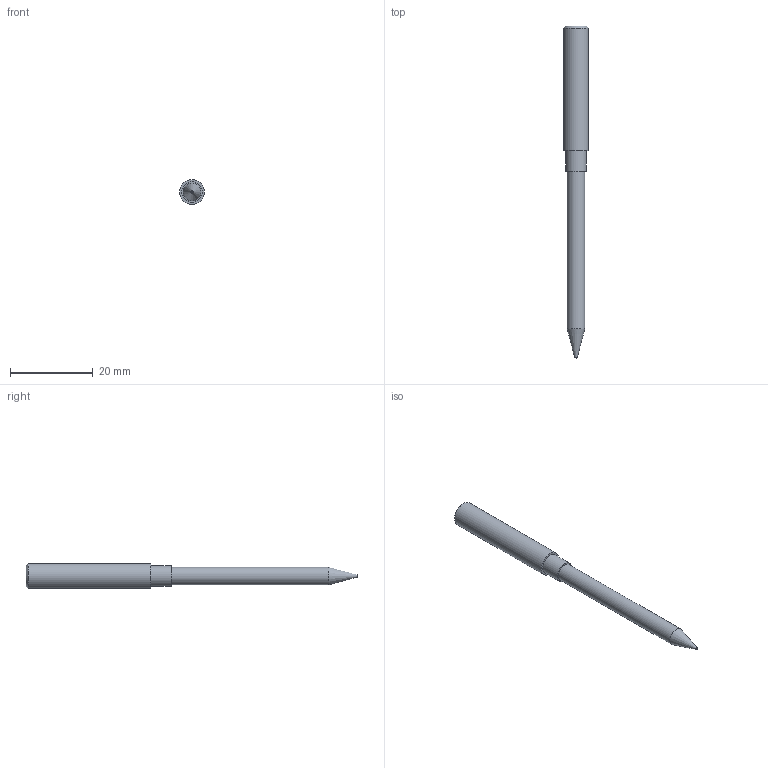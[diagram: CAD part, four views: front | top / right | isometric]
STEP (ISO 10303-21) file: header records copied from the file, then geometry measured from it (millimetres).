
FILE_DESCRIPTION (( 'STEP AP203' ), '1' );
FILE_NAME ('58340-ST-80.step', '2020-01-27T13:56:41', ( '' ), ( '' ), 'SwSTEP 2.0', 'SolidWorks 2015', '' );
FILE_SCHEMA (( 'CONFIG_CONTROL_DESIGN' ));
Length unit declared in the file: millimetre
Products named in the file (2): 58340-ST-80
Bounding box: 6 x 80 x 6 mm (x, y, z)
Volume: 1512.4 mm3; surface area: 1274.6 mm2
Topology: 1 solids, 20 shells, 309 faces, 759 edges, 503 vertices
Faces by surface type: bspline 128, plane 104, cone 62, cylinder 15
Full cylindrical faces by diameter (mm): 4.3 x1, 5 x1, 6 x1
Entity records: 15727 total; most frequent: CARTESIAN_POINT 9679, ORIENTED_EDGE 1504, EDGE_CURVE 752, DIRECTION 672, VERTEX_POINT 500, B_SPLINE_CURVE_WITH_KNOTS 441, EDGE_LOOP 326, FACE_OUTER_BOUND 293
